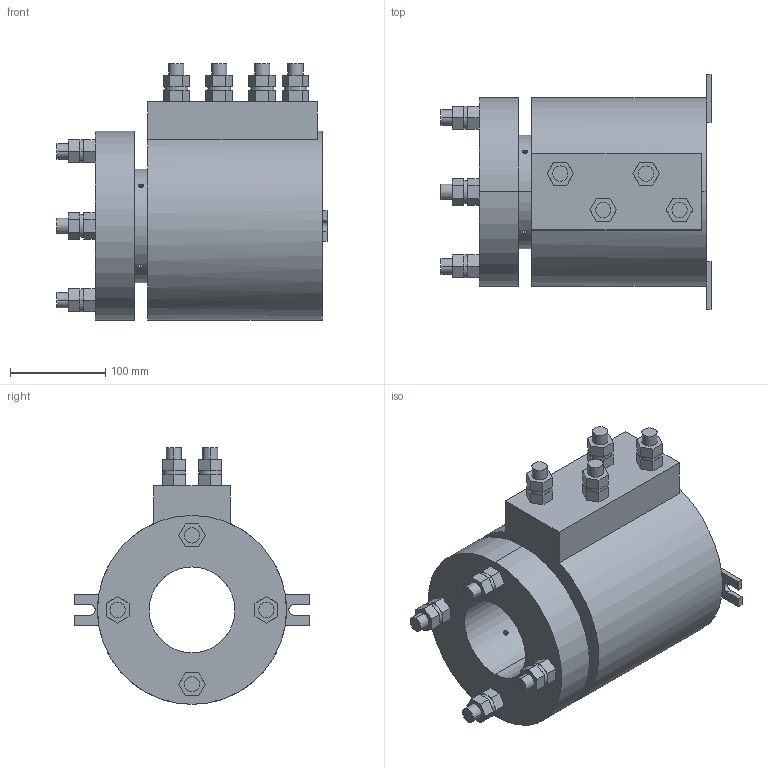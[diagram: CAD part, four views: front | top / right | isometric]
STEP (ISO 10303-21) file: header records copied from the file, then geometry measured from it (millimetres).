
FILE_DESCRIPTION (( 'STEP AP203' ), '1' );
FILE_NAME ('RX01229007.STEP', '2021-02-03T06:22:36', ( '微软用户' ), ( '微软中国' ), 'SwSTEP 2.0', 'SolidWorks 2014', '' );
FILE_SCHEMA (( 'CONFIG_CONTROL_DESIGN' ));
Length unit declared in the file: millimetre
Products named in the file (1): RX01229007
Bounding box: 283 x 246 x 269 mm (x, y, z)
Volume: 6160423.1 mm3; surface area: 349264.1 mm2
Topology: 1 solids, 1 shells, 319 faces, 772 edges, 476 vertices
Faces by surface type: plane 245, cylinder 66, cone 8
Entity records: 9761 total; most frequent: CARTESIAN_POINT 2064, DIRECTION 1630, ORIENTED_EDGE 1544, EDGE_CURVE 772, AXIS2_PLACEMENT_3D 554, LINE 522, VECTOR 522, VERTEX_POINT 476
